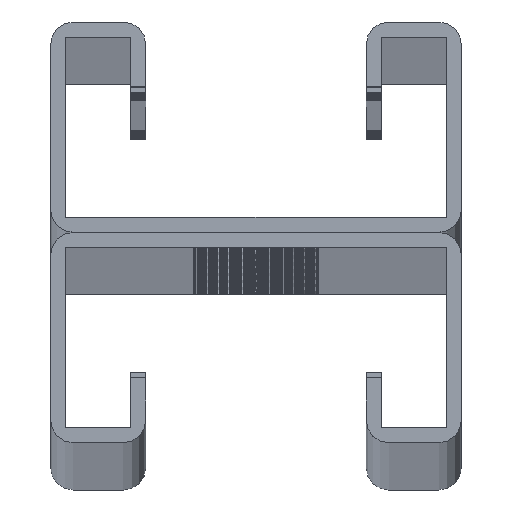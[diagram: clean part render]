
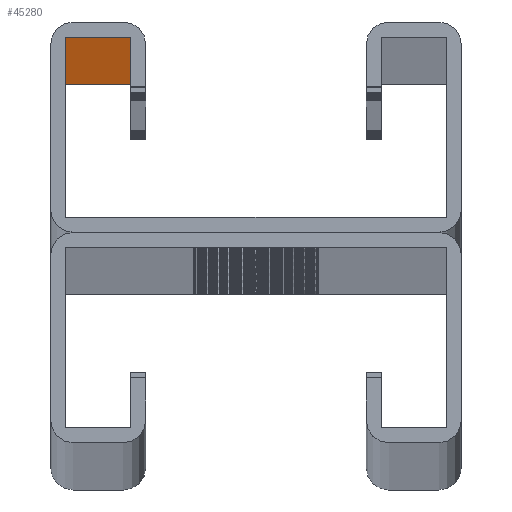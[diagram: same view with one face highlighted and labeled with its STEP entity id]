
A CAD part, top view. The second image highlights one B-rep face of the part: STEP entity #45280.
In plain terms, the highlighted planar face has unit normal (0, -1, 0).
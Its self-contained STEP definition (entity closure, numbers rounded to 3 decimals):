
#209 = VERTEX_POINT ( 'NONE', #40894 ) ;
#2141 = CARTESIAN_POINT ( 'NONE',  ( -12.5, 19.5, -2700. ) ) ;
#2228 = LINE ( 'NONE', #11761, #13365 ) ;
#2420 = CARTESIAN_POINT ( 'NONE',  ( -12.5, 19.5, -1350. ) ) ;
#3633 = CARTESIAN_POINT ( 'NONE',  ( 0., 19.5, 0. ) ) ;
#4053 = DIRECTION ( 'NONE',  ( 1., 0., 0. ) ) ;
#6631 = VECTOR ( 'NONE', #49731, 1000. ) ;
#6722 = LINE ( 'NONE', #3633, #9689 ) ;
#8140 = DIRECTION ( 'NONE',  ( 0., -1., 0. ) ) ;
#9689 = VECTOR ( 'NONE', #4053, 1000. ) ;
#11761 = CARTESIAN_POINT ( 'NONE',  ( -19., 19.5, -1350. ) ) ;
#12660 = FACE_OUTER_BOUND ( 'NONE', #50897, .T. ) ;
#13365 = VECTOR ( 'NONE', #20393, 1000. ) ;
#14742 = ORIENTED_EDGE ( 'NONE', *, *, #42838, .F. ) ;
#15005 = CARTESIAN_POINT ( 'NONE',  ( -20.5, 19.5, -2700. ) ) ;
#15312 = EDGE_CURVE ( 'NONE', #28913, #51073, #6722, .T. ) ;
#16235 = LINE ( 'NONE', #2420, #6631 ) ;
#18927 = VECTOR ( 'NONE', #57340, 1000. ) ;
#18998 = CARTESIAN_POINT ( 'NONE',  ( -19., 19.5, 0. ) ) ;
#20393 = DIRECTION ( 'NONE',  ( 0., 0., -1. ) ) ;
#24149 = EDGE_CURVE ( 'NONE', #28913, #209, #2228, .T. ) ;
#28445 = ORIENTED_EDGE ( 'NONE', *, *, #38858, .T. ) ;
#28455 = AXIS2_PLACEMENT_3D ( 'NONE', #55452, #8140, #60199 ) ;
#28913 = VERTEX_POINT ( 'NONE', #18998 ) ;
#29035 = CARTESIAN_POINT ( 'NONE',  ( -12.5, 19.5, 0. ) ) ;
#38858 = EDGE_CURVE ( 'NONE', #209, #43438, #41109, .T. ) ;
#40894 = CARTESIAN_POINT ( 'NONE',  ( -19., 19.5, -2700. ) ) ;
#41109 = LINE ( 'NONE', #15005, #18927 ) ;
#42838 = EDGE_CURVE ( 'NONE', #51073, #43438, #16235, .T. ) ;
#43328 = ORIENTED_EDGE ( 'NONE', *, *, #24149, .T. ) ;
#43438 = VERTEX_POINT ( 'NONE', #2141 ) ;
#45280 = ADVANCED_FACE ( 'NONE', ( #12660 ), #45320, .T. ) ;
#45320 = PLANE ( 'NONE',  #28455 ) ;
#46205 = ORIENTED_EDGE ( 'NONE', *, *, #15312, .F. ) ;
#49731 = DIRECTION ( 'NONE',  ( 0., 0., -1. ) ) ;
#50897 = EDGE_LOOP ( 'NONE', ( #46205, #43328, #28445, #14742 ) ) ;
#51073 = VERTEX_POINT ( 'NONE', #29035 ) ;
#55452 = CARTESIAN_POINT ( 'NONE',  ( -20.5, 19.5, -1350. ) ) ;
#57340 = DIRECTION ( 'NONE',  ( 1., 0., 0. ) ) ;
#60199 = DIRECTION ( 'NONE',  ( 0., 0., -1. ) ) ;
